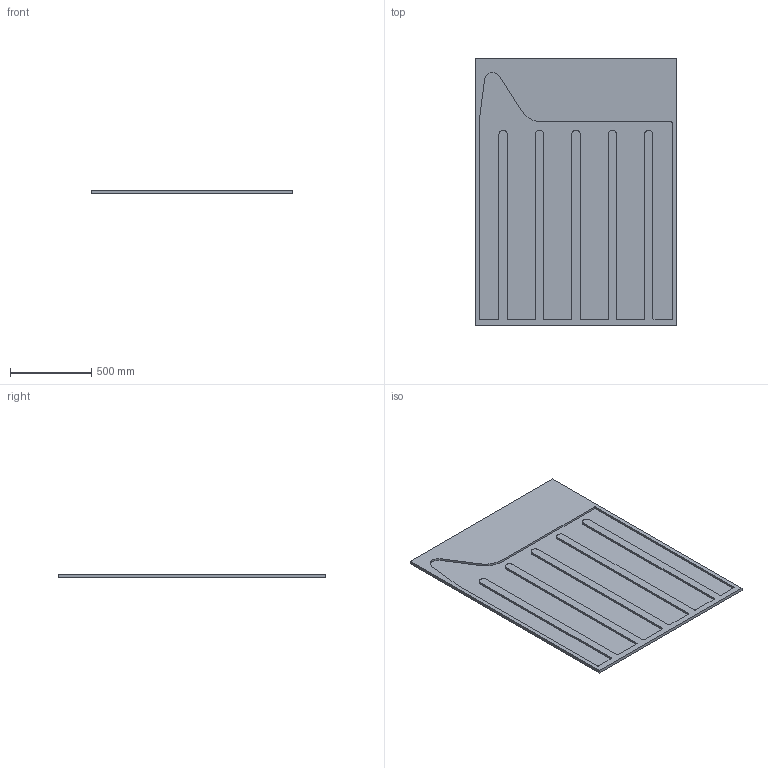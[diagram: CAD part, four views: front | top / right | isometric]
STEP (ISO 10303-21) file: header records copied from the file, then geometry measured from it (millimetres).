
FILE_DESCRIPTION(/* description */ (''),/* implementation_level */ '2;1');
FILE_NAME(/* name */ 'Vacuum Table v2.step',/* time_stamp */ '2020-01-05T20:28:00-05:00',/* author */ (''),/* organization */ (''),/* preprocessor_version */ 'ST-DEVELOPER v18',/* originating_system */ 'Autodesk Translation Framework v8.12.0.6',/* authorisation */ '');
FILE_SCHEMA (('AUTOMOTIVE_DESIGN { 1 0 10303 214 3 1 1 }'));
Length unit declared in the file: inch
Products named in the file (2): Vacuum Table; Bottom
Assembly tree (1 placements, depth 2):
  Vacuum Table
    Bottom
Bounding box: 1244.6 x 1651 x 19.05 mm (x, y, z)
Volume: 23675089.4 mm3; surface area: 4432927.1 mm2
Topology: 1 solids, 1 shells, 49 faces, 138 edges, 92 vertices
Faces by surface type: plane 28, cylinder 21
Entity records: 1656 total; most frequent: DIRECTION 284, CARTESIAN_POINT 282, ORIENTED_EDGE 276, EDGE_CURVE 138, LINE 96, VECTOR 96, AXIS2_PLACEMENT_3D 94, VERTEX_POINT 92
